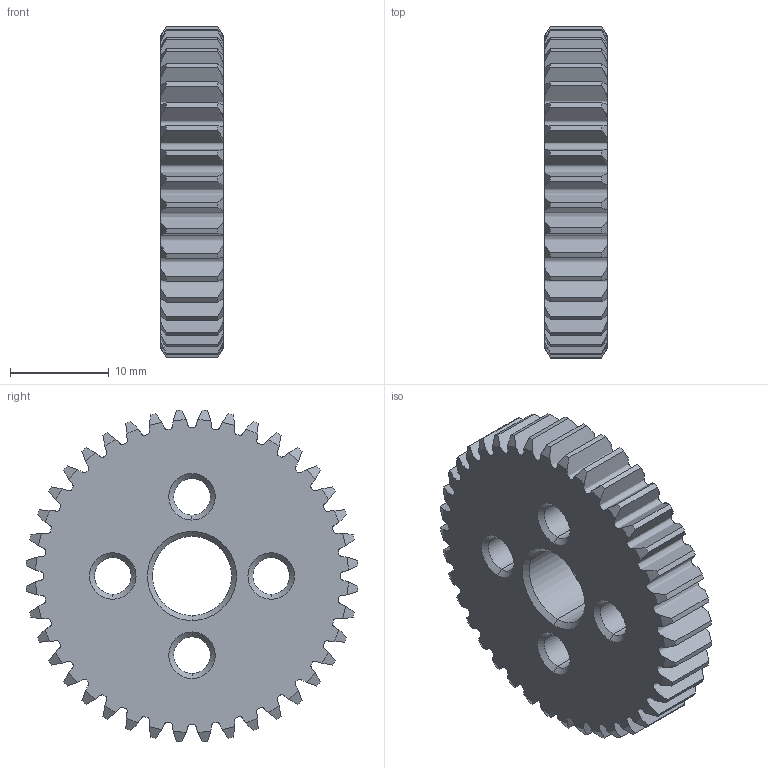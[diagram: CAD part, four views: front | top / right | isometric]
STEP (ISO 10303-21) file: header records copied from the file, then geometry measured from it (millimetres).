
FILE_DESCRIPTION (( 'STEP AP214' ), '1' );
FILE_NAME ('39028_TXM-Gear40-Tooth.STEP', '2017-01-16T14:14:05', ( '' ), ( '' ), 'SwSTEP 2.0', 'SolidWorks 2016', '' );
FILE_SCHEMA (( 'AUTOMOTIVE_DESIGN' ));
Length unit declared in the file: millimetre
Products named in the file (2): 39028_TXM-Gear40-Tooth
Bounding box: 6.35 x 33.53 x 33.53 mm (x, y, z)
Volume: 4375.7 mm3; surface area: 3005.6 mm2
Topology: 1 solids, 1 shells, 192 faces, 550 edges, 360 vertices
Faces by surface type: cone 100, cylinder 50, bspline 40, plane 2
Entity records: 14543 total; most frequent: CARTESIAN_POINT 9864, ORIENTED_EDGE 1100, DIRECTION 818, EDGE_CURVE 550, VERTEX_POINT 360, AXIS2_PLACEMENT_3D 354, B_SPLINE_CURVE_WITH_KNOTS 240, EDGE_LOOP 202
